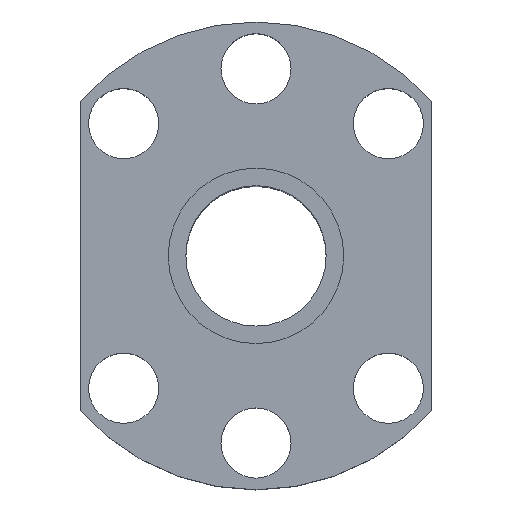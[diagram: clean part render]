
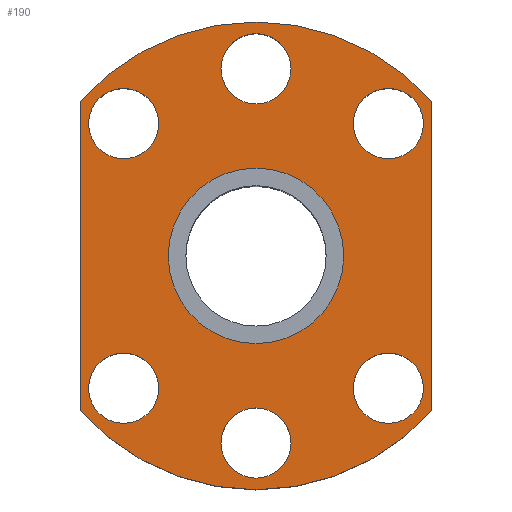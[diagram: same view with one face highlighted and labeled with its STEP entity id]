
A CAD part, top view. The second image highlights one B-rep face of the part: STEP entity #190.
In plain terms, the highlighted planar face has unit normal (0, 0, 1).
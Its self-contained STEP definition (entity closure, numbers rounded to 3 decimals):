
#190=ADVANCED_FACE('',(#253,#254,#255,#256,#257,#258,#259,#260),#261,.T.);
#253=FACE_BOUND('',#354,.T.);
#254=FACE_BOUND('',#355,.T.);
#255=FACE_BOUND('',#356,.T.);
#256=FACE_BOUND('',#357,.T.);
#257=FACE_BOUND('',#358,.T.);
#258=FACE_OUTER_BOUND('',#359,.T.);
#259=FACE_BOUND('',#360,.T.);
#260=FACE_BOUND('',#361,.T.);
#261=PLANE('',#362);
#354=EDGE_LOOP('',(#563,#564));
#355=EDGE_LOOP('',(#565,#566));
#356=EDGE_LOOP('',(#567,#568));
#357=EDGE_LOOP('',(#569,#570));
#358=EDGE_LOOP('',(#571,#572));
#359=EDGE_LOOP('',(#573,#574,#575,#576));
#360=EDGE_LOOP('',(#577,#578));
#361=EDGE_LOOP('',(#579,#580));
#362=AXIS2_PLACEMENT_3D('',#581,#582,#583);
#563=ORIENTED_EDGE('',*,*,#791,.T.);
#564=ORIENTED_EDGE('',*,*,#800,.T.);
#565=ORIENTED_EDGE('',*,*,#776,.T.);
#566=ORIENTED_EDGE('',*,*,#806,.T.);
#567=ORIENTED_EDGE('',*,*,#764,.T.);
#568=ORIENTED_EDGE('',*,*,#812,.T.);
#569=ORIENTED_EDGE('',*,*,#760,.T.);
#570=ORIENTED_EDGE('',*,*,#813,.T.);
#571=ORIENTED_EDGE('',*,*,#756,.T.);
#572=ORIENTED_EDGE('',*,*,#814,.T.);
#573=ORIENTED_EDGE('',*,*,#811,.T.);
#574=ORIENTED_EDGE('',*,*,#815,.F.);
#575=ORIENTED_EDGE('',*,*,#816,.T.);
#576=ORIENTED_EDGE('',*,*,#817,.F.);
#577=ORIENTED_EDGE('',*,*,#768,.T.);
#578=ORIENTED_EDGE('',*,*,#818,.T.);
#579=ORIENTED_EDGE('',*,*,#772,.T.);
#580=ORIENTED_EDGE('',*,*,#819,.T.);
#581=CARTESIAN_POINT('',(0.,0.,40.));
#582=DIRECTION('',(0.,0.,1.));
#583=DIRECTION('',(1.,0.,0.));
#756=EDGE_CURVE('',#865,#869,#871,.T.);
#760=EDGE_CURVE('',#873,#877,#879,.T.);
#764=EDGE_CURVE('',#881,#885,#887,.T.);
#768=EDGE_CURVE('',#889,#893,#895,.T.);
#772=EDGE_CURVE('',#897,#901,#903,.T.);
#776=EDGE_CURVE('',#905,#909,#911,.T.);
#791=EDGE_CURVE('',#935,#939,#941,.T.);
#800=EDGE_CURVE('',#939,#935,#954,.T.);
#806=EDGE_CURVE('',#909,#905,#960,.T.);
#811=EDGE_CURVE('',#963,#967,#969,.T.);
#812=EDGE_CURVE('',#885,#881,#970,.T.);
#813=EDGE_CURVE('',#877,#873,#971,.T.);
#814=EDGE_CURVE('',#869,#865,#972,.T.);
#815=EDGE_CURVE('',#973,#967,#974,.T.);
#816=EDGE_CURVE('',#973,#975,#976,.T.);
#817=EDGE_CURVE('',#963,#975,#977,.T.);
#818=EDGE_CURVE('',#893,#889,#978,.T.);
#819=EDGE_CURVE('',#901,#897,#979,.T.);
#865=VERTEX_POINT('',#1056);
#869=VERTEX_POINT('',#1061);
#871=CIRCLE('',#1064,3.);
#873=VERTEX_POINT('',#1066);
#877=VERTEX_POINT('',#1071);
#879=CIRCLE('',#1074,3.);
#881=VERTEX_POINT('',#1076);
#885=VERTEX_POINT('',#1081);
#887=CIRCLE('',#1084,3.);
#889=VERTEX_POINT('',#1086);
#893=VERTEX_POINT('',#1091);
#895=CIRCLE('',#1094,3.);
#897=VERTEX_POINT('',#1096);
#901=VERTEX_POINT('',#1101);
#903=CIRCLE('',#1104,3.);
#905=VERTEX_POINT('',#1106);
#909=VERTEX_POINT('',#1111);
#911=CIRCLE('',#1114,3.);
#935=VERTEX_POINT('',#1165);
#939=VERTEX_POINT('',#1170);
#941=CIRCLE('',#1173,7.5);
#954=CIRCLE('',#1234,7.5);
#960=CIRCLE('',#1240,3.);
#963=VERTEX_POINT('',#1243);
#967=VERTEX_POINT('',#1249);
#969=LINE('',#1252,#1253);
#970=CIRCLE('',#1254,3.);
#971=CIRCLE('',#1255,3.);
#972=CIRCLE('',#1256,3.);
#973=VERTEX_POINT('',#1257);
#974=CIRCLE('',#1258,20.);
#975=VERTEX_POINT('',#1259);
#976=LINE('',#1260,#1261);
#977=CIRCLE('',#1262,20.);
#978=CIRCLE('',#1263,3.);
#979=CIRCLE('',#1264,3.);
#1056=CARTESIAN_POINT('',(13.435,-9.192,40.));
#1061=CARTESIAN_POINT('',(9.192,-13.435,40.));
#1064=AXIS2_PLACEMENT_3D('',#1332,#1333,#1334);
#1066=CARTESIAN_POINT('',(-9.192,-13.435,40.));
#1071=CARTESIAN_POINT('',(-13.435,-9.192,40.));
#1074=AXIS2_PLACEMENT_3D('',#1340,#1341,#1342);
#1076=CARTESIAN_POINT('',(3.,-16.,40.));
#1081=CARTESIAN_POINT('',(-3.,-16.,40.));
#1084=AXIS2_PLACEMENT_3D('',#1348,#1349,#1350);
#1086=CARTESIAN_POINT('',(-9.192,13.435,40.));
#1091=CARTESIAN_POINT('',(-13.435,9.192,40.));
#1094=AXIS2_PLACEMENT_3D('',#1356,#1357,#1358);
#1096=CARTESIAN_POINT('',(3.,16.,40.));
#1101=CARTESIAN_POINT('',(-3.,16.,40.));
#1104=AXIS2_PLACEMENT_3D('',#1364,#1365,#1366);
#1106=CARTESIAN_POINT('',(13.435,9.192,40.));
#1111=CARTESIAN_POINT('',(9.192,13.435,40.));
#1114=AXIS2_PLACEMENT_3D('',#1372,#1373,#1374);
#1165=CARTESIAN_POINT('',(7.5,0.,40.));
#1170=CARTESIAN_POINT('',(-7.5,0.,40.));
#1173=AXIS2_PLACEMENT_3D('',#1397,#1398,#1399);
#1234=AXIS2_PLACEMENT_3D('',#1402,#1403,#1404);
#1240=AXIS2_PLACEMENT_3D('',#1420,#1421,#1422);
#1243=CARTESIAN_POINT('',(15.,-13.229,40.));
#1249=CARTESIAN_POINT('',(15.,13.229,40.));
#1252=CARTESIAN_POINT('',(15.,0.58,40.));
#1253=VECTOR('',#1429,10.);
#1254=AXIS2_PLACEMENT_3D('',#1430,#1431,#1432);
#1255=AXIS2_PLACEMENT_3D('',#1433,#1434,#1435);
#1256=AXIS2_PLACEMENT_3D('',#1436,#1437,#1438);
#1257=CARTESIAN_POINT('',(-15.,13.229,40.));
#1258=AXIS2_PLACEMENT_3D('',#1439,#1440,#1441);
#1259=CARTESIAN_POINT('',(-15.,-13.229,40.));
#1260=CARTESIAN_POINT('',(-15.,1.256,40.));
#1261=VECTOR('',#1442,10.);
#1262=AXIS2_PLACEMENT_3D('',#1443,#1444,#1445);
#1263=AXIS2_PLACEMENT_3D('',#1446,#1447,#1448);
#1264=AXIS2_PLACEMENT_3D('',#1449,#1450,#1451);
#1332=CARTESIAN_POINT('',(11.314,-11.314,40.));
#1333=DIRECTION('',(0.,0.,-1.));
#1334=DIRECTION('',(0.707,0.707,0.));
#1340=CARTESIAN_POINT('',(-11.314,-11.314,40.));
#1341=DIRECTION('',(0.,0.,-1.));
#1342=DIRECTION('',(0.707,-0.707,0.));
#1348=CARTESIAN_POINT('',(0.,-16.,40.));
#1349=DIRECTION('',(0.,0.,-1.));
#1350=DIRECTION('',(1.,0.,0.));
#1356=CARTESIAN_POINT('',(-11.314,11.314,40.));
#1357=DIRECTION('',(0.,0.,-1.));
#1358=DIRECTION('',(0.707,0.707,0.));
#1364=CARTESIAN_POINT('',(0.,16.,40.));
#1365=DIRECTION('',(0.,0.,-1.));
#1366=DIRECTION('',(1.,0.,0.));
#1372=CARTESIAN_POINT('',(11.314,11.314,40.));
#1373=DIRECTION('',(0.,0.,-1.));
#1374=DIRECTION('',(0.707,-0.707,0.));
#1397=CARTESIAN_POINT('',(0.,0.,40.));
#1398=DIRECTION('',(0.,0.,-1.));
#1399=DIRECTION('',(1.,0.,0.));
#1402=CARTESIAN_POINT('',(0.,0.,40.));
#1403=DIRECTION('',(0.,0.,-1.));
#1404=DIRECTION('',(1.,0.,0.));
#1420=CARTESIAN_POINT('',(11.314,11.314,40.));
#1421=DIRECTION('',(0.,0.,-1.));
#1422=DIRECTION('',(0.707,-0.707,0.));
#1429=DIRECTION('',(0.,1.,0.));
#1430=CARTESIAN_POINT('',(0.,-16.,40.));
#1431=DIRECTION('',(0.,0.,-1.));
#1432=DIRECTION('',(1.,0.,0.));
#1433=CARTESIAN_POINT('',(-11.314,-11.314,40.));
#1434=DIRECTION('',(0.,0.,-1.));
#1435=DIRECTION('',(0.707,-0.707,0.));
#1436=CARTESIAN_POINT('',(11.314,-11.314,40.));
#1437=DIRECTION('',(0.,0.,-1.));
#1438=DIRECTION('',(0.707,0.707,0.));
#1439=CARTESIAN_POINT('',(0.,0.,40.));
#1440=DIRECTION('',(0.,0.,-1.));
#1441=DIRECTION('',(1.,0.,0.));
#1442=DIRECTION('',(0.,-1.,0.));
#1443=CARTESIAN_POINT('',(0.,0.,40.));
#1444=DIRECTION('',(0.,0.,-1.));
#1445=DIRECTION('',(1.,0.,0.));
#1446=CARTESIAN_POINT('',(-11.314,11.314,40.));
#1447=DIRECTION('',(0.,0.,-1.));
#1448=DIRECTION('',(0.707,0.707,0.));
#1449=CARTESIAN_POINT('',(0.,16.,40.));
#1450=DIRECTION('',(0.,0.,-1.));
#1451=DIRECTION('',(1.,0.,0.));
